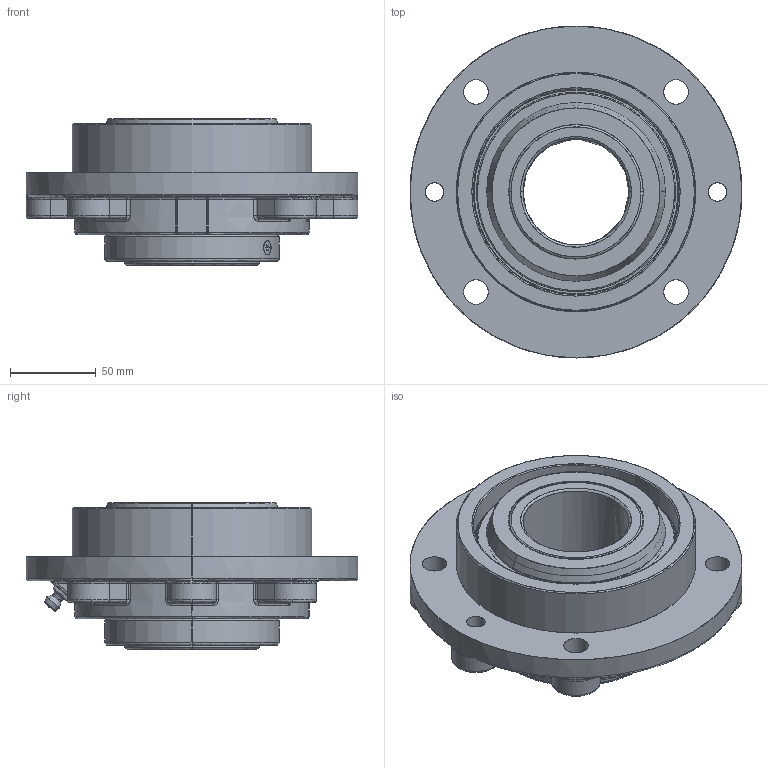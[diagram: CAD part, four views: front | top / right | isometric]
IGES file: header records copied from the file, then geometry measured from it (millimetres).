
Start section: SolidWorks IGES file using analytic representation for surfaces
Global section: file name: USDEFAU08122337274140.igs; native system: SolidWorks 2017; preprocessor: SolidWorks 2017; author: partstream; date: 170812.233733; units: inch
Bounding box: 193.68 x 193.68 x 85.72 mm (x, y, z)
Surface area: 323540.1 mm2 (no closed solid volume)
Topology: 0 solids, 0 shells, 727 faces, 11021 edges, 10995 vertices
Faces by surface type: bspline 436, revolution 291
